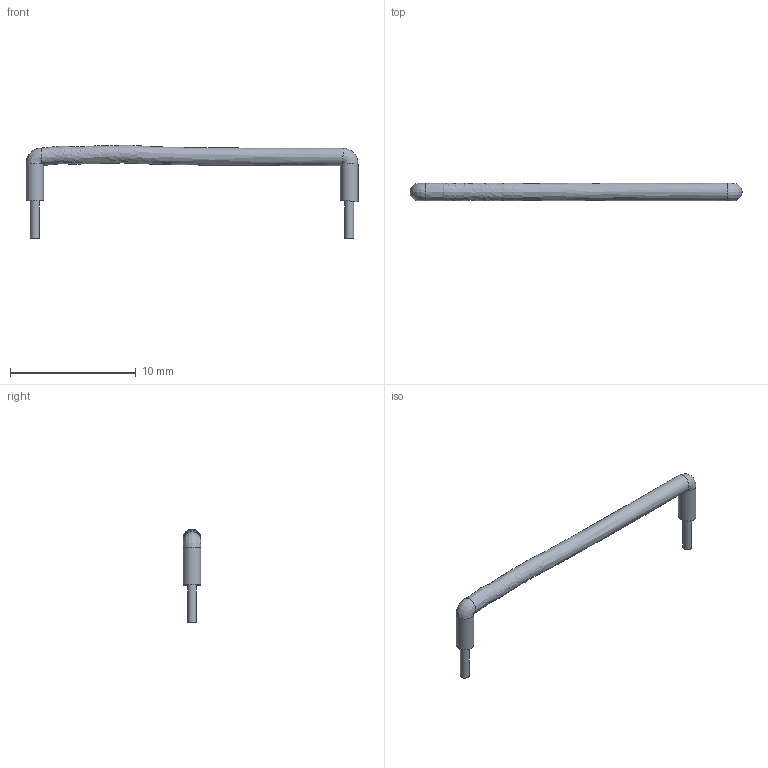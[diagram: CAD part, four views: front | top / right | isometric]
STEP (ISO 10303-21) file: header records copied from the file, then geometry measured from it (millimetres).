
FILE_DESCRIPTION(('FreeCAD Model'),'2;1');
FILE_NAME( 'KiCad/*3d_CAD Models/Wire_25mm_BLUE.step', '2020-02-08T22:07:49',('Author'),(''), 'Open CASCADE STEP processor 7.2','FreeCAD','Unknown');
FILE_SCHEMA(('CONFIG_CONTROL_DESIGN','SHAPE_APPEARANCE_LAYER_MIM'));
Length unit declared in the file: millimetre
Products named in the file (1): wire_25mm_Blue
Bounding box: 26.4 x 1.4 x 7.42 mm (x, y, z)
Volume: 50.7 mm3; surface area: 156.2 mm2
Topology: 1 solids, 1 shells, 12 faces, 20 edges, 12 vertices
Faces by surface type: plane 5, cylinder 3, revolution 2, extrusion 1, bspline 1
Full cylindrical faces by diameter (mm): 0.7 x2, 1.4 x1
Entity records: 1449 total; most frequent: CARTESIAN_POINT 1083, DIRECTION 58, ORIENTED_EDGE 40, AXIS2_PLACEMENT_3D 25, EDGE_CURVE 20, FACE_BOUND 14, EDGE_LOOP 14, CIRCLE 14
